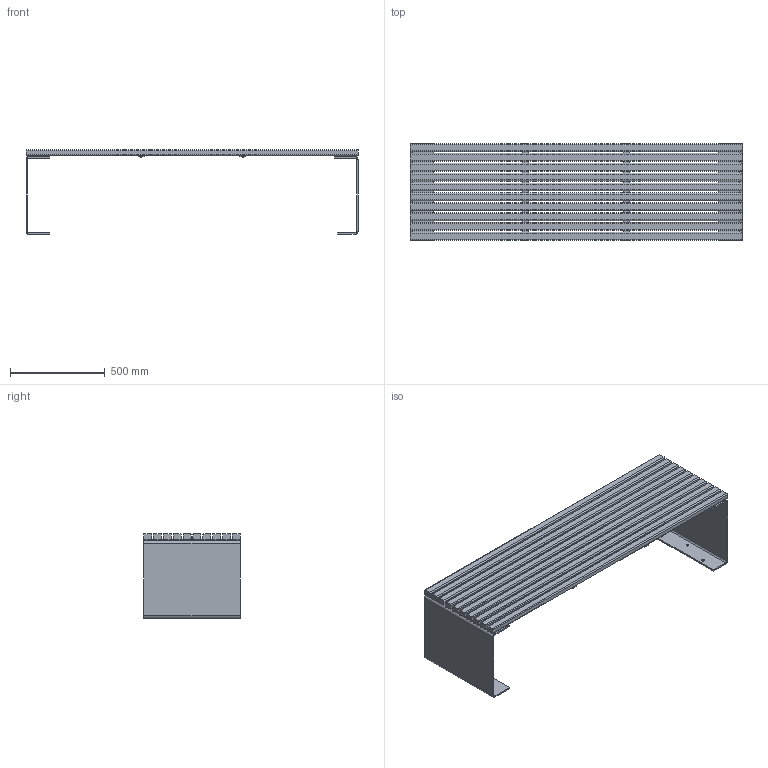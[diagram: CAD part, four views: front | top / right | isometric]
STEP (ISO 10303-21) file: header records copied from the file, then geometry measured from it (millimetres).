
FILE_DESCRIPTION(/* description */ (''),/* implementation_level */ '2;1');
FILE_NAME(/* name */ 'PRT02-A_UAP_PORT_Bench_3D',/* time_stamp */ '2018-01-24T20:09:14-05:00',/* author */ (''),/* organization */ (''),/* preprocessor_version */ 'ST-DEVELOPER v15',/* originating_system */ '',/* authorisation */ '');
FILE_SCHEMA (('AUTOMOTIVE_DESIGN'));
Length unit declared in the file: millimetre
Products named in the file (1): Document
Bounding box: 1750 x 510 x 447 mm (x, y, z)
Volume: 28181004 mm3; surface area: 3850006.3 mm2
Topology: 75 solids, 75 shells, 1076 faces, 2658 edges, 1772 vertices
Faces by surface type: plane 694, bspline 382
Entity records: 31233 total; most frequent: CARTESIAN_POINT 13872, ORIENTED_EDGE 5316, EDGE_CURVE 2658, VERTEX_POINT 1772, EDGE_LOOP 1208, B_SPLINE_CURVE_WITH_KNOTS 1193, ADVANCED_FACE 1076, FACE_OUTER_BOUND 1076
